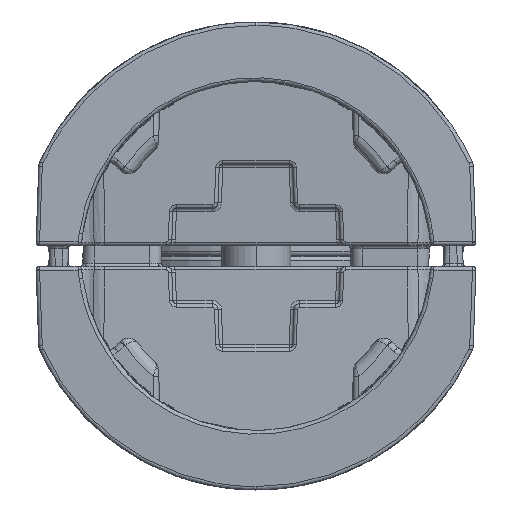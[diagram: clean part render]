
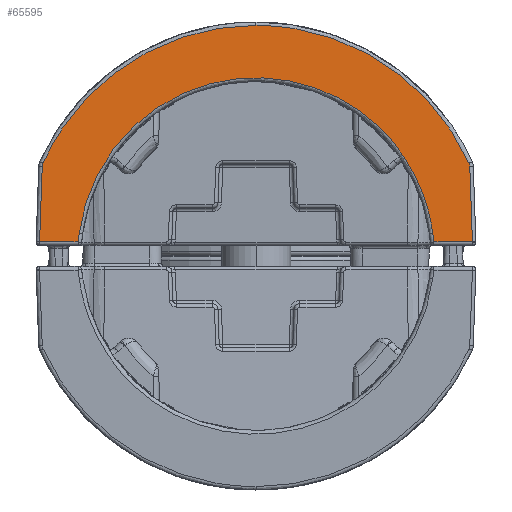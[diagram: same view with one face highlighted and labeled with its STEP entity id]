
A CAD part, front view. The second image highlights one B-rep face of the part: STEP entity #65595.
In plain terms, the highlighted face is planar.
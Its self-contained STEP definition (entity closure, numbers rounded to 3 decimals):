
#665 = CARTESIAN_POINT ( 'NONE',  ( -12.121, 25.988, 49.124 ) ) ;
#1317 = CARTESIAN_POINT ( 'NONE',  ( 8.136, 19.81, 49.34 ) ) ;
#2501 = DIRECTION ( 'NONE',  ( -0.035, -0.999, 0.035 ) ) ;
#3464 = ORIENTED_EDGE ( 'NONE', *, *, #31067, .T. ) ;
#5156 = FACE_OUTER_BOUND ( 'NONE', #29829, .T. ) ;
#5899 =( BOUNDED_CURVE ( )  B_SPLINE_CURVE ( 3, ( #47120, #29986, #13608, #47844 ),
 .UNSPECIFIED., .F., .F. ) 
 B_SPLINE_CURVE_WITH_KNOTS ( ( 4, 4 ),
 ( 4.747, 5.135 ),
 .UNSPECIFIED. ) 
 CURVE ( )  GEOMETRIC_REPRESENTATION_ITEM ( )  RATIONAL_B_SPLINE_CURVE ( ( 1., 0.988, 0.988, 1. ) ) 
 REPRESENTATION_ITEM ( '' )  );
#6659 = EDGE_CURVE ( 'NONE', #59293, #23528, #62691, .T. ) ;
#6722 = CARTESIAN_POINT ( 'NONE',  ( -18.362, 7.707, 49.762 ) ) ;
#8683 = EDGE_CURVE ( 'NONE', #22510, #59293, #68560, .T. ) ;
#9146 = CARTESIAN_POINT ( 'NONE',  ( 18.555, 2.206, 49.954 ) ) ;
#9289 = VERTEX_POINT ( 'NONE', #70231 ) ;
#12287 = CARTESIAN_POINT ( 'NONE',  ( -18.301, 7.969, 49.753 ) ) ;
#13227 = CARTESIAN_POINT ( 'NONE',  ( 18.301, 7.969, 49.753 ) ) ;
#13608 = CARTESIAN_POINT ( 'NONE',  ( 18.339, 7.886, 49.756 ) ) ;
#13903 = CARTESIAN_POINT ( 'NONE',  ( -18.301, 7.969, 49.753 ) ) ;
#14904 = ORIENTED_EDGE ( 'NONE', *, *, #31020, .T. ) ;
#14959 =( BOUNDED_CURVE ( )  B_SPLINE_CURVE ( 3, ( #12287, #34968, #57677, #6722 ),
 .UNSPECIFIED., .F., .F. ) 
 B_SPLINE_CURVE_WITH_KNOTS ( ( 4, 4 ),
 ( 1.149, 1.536 ),
 .UNSPECIFIED. ) 
 CURVE ( )  GEOMETRIC_REPRESENTATION_ITEM ( )  RATIONAL_B_SPLINE_CURVE ( ( 1., 0.988, 0.988, 1. ) ) 
 REPRESENTATION_ITEM ( '' )  );
#16701 = EDGE_CURVE ( 'NONE', #48742, #39147, #59712, .T. ) ;
#16720 = CARTESIAN_POINT ( 'NONE',  ( 0., 19.81, 49.34 ) ) ;
#17476 = CARTESIAN_POINT ( 'NONE',  ( -18.362, 7.707, 49.762 ) ) ;
#20204 = LINE ( 'NONE', #65553, #66687 ) ;
#21632 = CARTESIAN_POINT ( 'NONE',  ( -14.967, 15.391, 49.494 ) ) ;
#22510 = VERTEX_POINT ( 'NONE', #48408 ) ;
#22742 = ORIENTED_EDGE ( 'NONE', *, *, #6659, .T. ) ;
#23360 = CARTESIAN_POINT ( 'NONE',  ( 12.121, 25.988, 49.124 ) ) ;
#23528 = VERTEX_POINT ( 'NONE', #13903 ) ;
#24024 = CARTESIAN_POINT ( 'NONE',  ( 0., 19.81, 49.34 ) ) ;
#25289 = ORIENTED_EDGE ( 'NONE', *, *, #8683, .T. ) ;
#25534 = DIRECTION ( 'NONE',  ( 1., 0., 0. ) ) ;
#26380 = PLANE ( 'NONE',  #48979 ) ;
#27202 = CARTESIAN_POINT ( 'NONE',  ( -18.301, 7.969, 49.753 ) ) ;
#27801 = VERTEX_POINT ( 'NONE', #45943 ) ;
#27850 = DIRECTION ( 'NONE',  ( 0., 0.035, 0.999 ) ) ;
#28816 = CARTESIAN_POINT ( 'NONE',  ( -15.178, 1.94, 49.964 ) ) ;
#29693 = ORIENTED_EDGE ( 'NONE', *, *, #66478, .T. ) ;
#29829 = EDGE_LOOP ( 'NONE', ( #14904, #44262, #51751, #3464, #25289, #22742, #52411, #29693, #57814, #46271, #43454 ) ) ;
#29986 = CARTESIAN_POINT ( 'NONE',  ( 18.359, 7.797, 49.759 ) ) ;
#30074 = VECTOR ( 'NONE', #39242, 1000. ) ;
#31020 = EDGE_CURVE ( 'NONE', #60039, #48232, #31979, .T. ) ;
#31067 = EDGE_CURVE ( 'NONE', #39147, #22510, #5899, .T. ) ;
#31979 = LINE ( 'NONE', #42401, #73041 ) ;
#33437 = VECTOR ( 'NONE', #2501, 1000. ) ;
#34145 = CARTESIAN_POINT ( 'NONE',  ( -15.178, 1.94, 49.964 ) ) ;
#34968 = CARTESIAN_POINT ( 'NONE',  ( -18.339, 7.886, 49.756 ) ) ;
#35344 =( BOUNDED_CURVE ( )  B_SPLINE_CURVE ( 3, ( #34145, #665, #23360, #46067 ),
 .UNSPECIFIED., .F., .F. ) 
 B_SPLINE_CURVE_WITH_KNOTS ( ( 4, 4 ),
 ( 1.697, 4.586 ),
 .UNSPECIFIED. ) 
 CURVE ( )  GEOMETRIC_REPRESENTATION_ITEM ( )  RATIONAL_B_SPLINE_CURVE ( ( 1., 0.417, 0.417, 1. ) ) 
 REPRESENTATION_ITEM ( '' )  );
#37556 = DIRECTION ( 'NONE',  ( 0.147, -0.989, 0.035 ) ) ;
#39147 = VERTEX_POINT ( 'NONE', #53764 ) ;
#39242 = DIRECTION ( 'NONE',  ( 1., 0., 0. ) ) ;
#41086 = CARTESIAN_POINT ( 'NONE',  ( 15.178, 1.94, 49.964 ) ) ;
#42401 = CARTESIAN_POINT ( 'NONE',  ( 15.326, 0.944, 49.998 ) ) ;
#42691 = LINE ( 'NONE', #65361, #33437 ) ;
#43217 = EDGE_CURVE ( 'NONE', #27801, #9289, #55991, .T. ) ;
#43454 = ORIENTED_EDGE ( 'NONE', *, *, #50409, .T. ) ;
#44089 = EDGE_CURVE ( 'NONE', #48232, #48742, #70534, .T. ) ;
#44262 = ORIENTED_EDGE ( 'NONE', *, *, #44089, .T. ) ;
#45943 = CARTESIAN_POINT ( 'NONE',  ( -18.589, 1.21, 49.989 ) ) ;
#46067 = CARTESIAN_POINT ( 'NONE',  ( 15.178, 1.94, 49.964 ) ) ;
#46271 = ORIENTED_EDGE ( 'NONE', *, *, #63764, .T. ) ;
#47120 = CARTESIAN_POINT ( 'NONE',  ( 18.362, 7.707, 49.762 ) ) ;
#47844 = CARTESIAN_POINT ( 'NONE',  ( 18.301, 7.969, 49.753 ) ) ;
#48232 = VERTEX_POINT ( 'NONE', #50148 ) ;
#48408 = CARTESIAN_POINT ( 'NONE',  ( 18.301, 7.969, 49.753 ) ) ;
#48742 = VERTEX_POINT ( 'NONE', #71538 ) ;
#48979 = AXIS2_PLACEMENT_3D ( 'NONE', #49108, #27850, #50552 ) ;
#49108 = CARTESIAN_POINT ( 'NONE',  ( -18.9, 0.9, 50. ) ) ;
#50067 = EDGE_CURVE ( 'NONE', #23528, #59443, #14959, .T. ) ;
#50148 = CARTESIAN_POINT ( 'NONE',  ( 15.286, 1.21, 49.989 ) ) ;
#50409 = EDGE_CURVE ( 'NONE', #69748, #60039, #35344, .T. ) ;
#50552 = DIRECTION ( 'NONE',  ( 0., -0.999, 0.035 ) ) ;
#51751 = ORIENTED_EDGE ( 'NONE', *, *, #16701, .T. ) ;
#52411 = ORIENTED_EDGE ( 'NONE', *, *, #50067, .T. ) ;
#53079 = DIRECTION ( 'NONE',  ( -0.035, 0.999, -0.035 ) ) ;
#53764 = CARTESIAN_POINT ( 'NONE',  ( 18.362, 7.707, 49.762 ) ) ;
#55105 = VECTOR ( 'NONE', #25534, 1000. ) ;
#55145 = CARTESIAN_POINT ( 'NONE',  ( -8.136, 19.81, 49.34 ) ) ;
#55502 = CARTESIAN_POINT ( 'NONE',  ( 0., 19.81, 49.34 ) ) ;
#55991 = LINE ( 'NONE', #67507, #30074 ) ;
#57677 = CARTESIAN_POINT ( 'NONE',  ( -18.359, 7.797, 49.759 ) ) ;
#57814 = ORIENTED_EDGE ( 'NONE', *, *, #43217, .T. ) ;
#57887 = CARTESIAN_POINT ( 'NONE',  ( 14.967, 15.391, 49.494 ) ) ;
#59293 = VERTEX_POINT ( 'NONE', #16720 ) ;
#59443 = VERTEX_POINT ( 'NONE', #17476 ) ;
#59712 = LINE ( 'NONE', #9146, #65998 ) ;
#60039 = VERTEX_POINT ( 'NONE', #41086 ) ;
#62691 =( BOUNDED_CURVE ( )  B_SPLINE_CURVE ( 3, ( #55502, #55145, #21632, #27202 ),
 .UNSPECIFIED., .F., .F. ) 
 B_SPLINE_CURVE_WITH_KNOTS ( ( 4, 4 ),
 ( 0., 1.149 ),
 .UNSPECIFIED. ) 
 CURVE ( )  GEOMETRIC_REPRESENTATION_ITEM ( )  RATIONAL_B_SPLINE_CURVE ( ( 1., 0.893, 0.893, 1. ) ) 
 REPRESENTATION_ITEM ( '' )  );
#63764 = EDGE_CURVE ( 'NONE', #9289, #69748, #20204, .T. ) ;
#65361 = CARTESIAN_POINT ( 'NONE',  ( -18.601, 0.89, 50. ) ) ;
#65553 = CARTESIAN_POINT ( 'NONE',  ( -15.179, 1.933, 49.964 ) ) ;
#65595 = ADVANCED_FACE ( 'NONE', ( #5156 ), #26380, .T. ) ;
#65998 = VECTOR ( 'NONE', #53079, 1000. ) ;
#66304 = DIRECTION ( 'NONE',  ( 0.147, 0.989, -0.035 ) ) ;
#66478 = EDGE_CURVE ( 'NONE', #59443, #27801, #42691, .T. ) ;
#66687 = VECTOR ( 'NONE', #66304, 1000. ) ;
#67507 = CARTESIAN_POINT ( 'NONE',  ( -18.9, 1.21, 49.989 ) ) ;
#68560 =( BOUNDED_CURVE ( )  B_SPLINE_CURVE ( 3, ( #13227, #57887, #1317, #24024 ),
 .UNSPECIFIED., .F., .F. ) 
 B_SPLINE_CURVE_WITH_KNOTS ( ( 4, 4 ),
 ( 5.135, 6.283 ),
 .UNSPECIFIED. ) 
 CURVE ( )  GEOMETRIC_REPRESENTATION_ITEM ( )  RATIONAL_B_SPLINE_CURVE ( ( 1., 0.893, 0.893, 1. ) ) 
 REPRESENTATION_ITEM ( '' )  );
#69748 = VERTEX_POINT ( 'NONE', #28816 ) ;
#69808 = CARTESIAN_POINT ( 'NONE',  ( -18.9, 1.21, 49.989 ) ) ;
#70231 = CARTESIAN_POINT ( 'NONE',  ( -15.286, 1.21, 49.989 ) ) ;
#70534 = LINE ( 'NONE', #69808, #55105 ) ;
#71538 = CARTESIAN_POINT ( 'NONE',  ( 18.589, 1.21, 49.989 ) ) ;
#73041 = VECTOR ( 'NONE', #37556, 1000. ) ;
